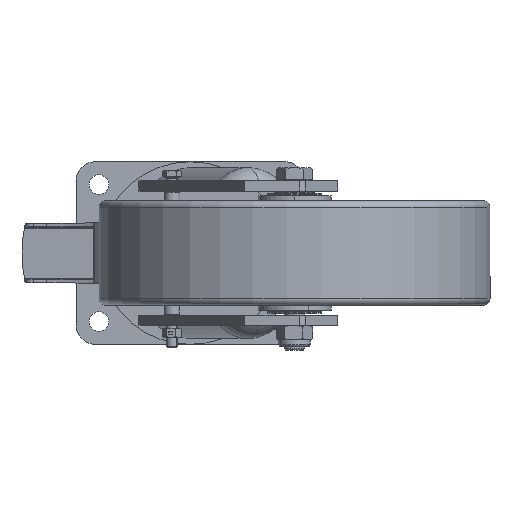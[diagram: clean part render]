
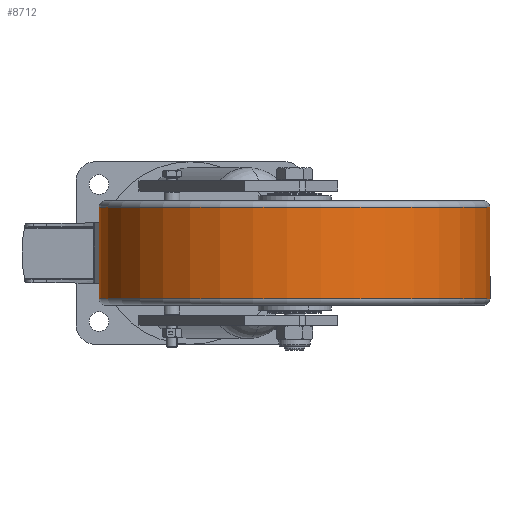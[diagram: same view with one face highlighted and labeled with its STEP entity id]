
A CAD part, front view. The second image highlights one B-rep face of the part: STEP entity #8712.
In plain terms, the highlighted cylindrical face has radius 150 mm (diameter 300 mm), a partial arc.
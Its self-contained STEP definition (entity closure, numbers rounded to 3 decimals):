
#530 = ORIENTED_EDGE ( 'NONE', *, *, #14223, .T. ) ;
#3405 = DIRECTION ( 'NONE',  ( 0., 0., 1. ) ) ;
#5147 = CIRCLE ( 'NONE', #15548, 150. ) ;
#7619 = EDGE_CURVE ( 'NONE', #49750, #40780, #34340, .T. ) ;
#8712 = ADVANCED_FACE ( 'NONE', ( #54325 ), #34046, .T. ) ;
#10848 = AXIS2_PLACEMENT_3D ( 'NONE', #20035, #25981, #48636 ) ;
#12531 = AXIS2_PLACEMENT_3D ( 'NONE', #58934, #25173, #64635 ) ;
#13018 = VECTOR ( 'NONE', #43453, 1000. ) ;
#14223 = EDGE_CURVE ( 'NONE', #40780, #21199, #5147, .T. ) ;
#15548 = AXIS2_PLACEMENT_3D ( 'NONE', #37250, #3405, #42922 ) ;
#18982 = DIRECTION ( 'NONE',  ( 0., 0., -1. ) ) ;
#20035 = CARTESIAN_POINT ( 'NONE',  ( 80., -205., 0. ) ) ;
#20656 = CIRCLE ( 'NONE', #12531, 150. ) ;
#21199 = VERTEX_POINT ( 'NONE', #51615 ) ;
#24394 = EDGE_CURVE ( 'NONE', #57747, #21199, #54519, .T. ) ;
#25173 = DIRECTION ( 'NONE',  ( 0., 0., -1. ) ) ;
#25926 = ORIENTED_EDGE ( 'NONE', *, *, #26376, .T. ) ;
#25981 = DIRECTION ( 'NONE',  ( 0., 0., -1. ) ) ;
#26376 = EDGE_CURVE ( 'NONE', #57747, #49750, #20656, .T. ) ;
#34046 = CYLINDRICAL_SURFACE ( 'NONE', #10848, 150. ) ;
#34340 = LINE ( 'NONE', #47070, #62534 ) ;
#37250 = CARTESIAN_POINT ( 'NONE',  ( 80., -205., -35. ) ) ;
#40780 = VERTEX_POINT ( 'NONE', #46229 ) ;
#42922 = DIRECTION ( 'NONE',  ( -0.999, 0.041, 0. ) ) ;
#43453 = DIRECTION ( 'NONE',  ( 0., 0., -1. ) ) ;
#46229 = CARTESIAN_POINT ( 'NONE',  ( -69.876, -198.89, -35. ) ) ;
#47070 = CARTESIAN_POINT ( 'NONE',  ( -69.876, -198.89, 0. ) ) ;
#48636 = DIRECTION ( 'NONE',  ( -0.999, 0.041, 0. ) ) ;
#49750 = VERTEX_POINT ( 'NONE', #71326 ) ;
#51615 = CARTESIAN_POINT ( 'NONE',  ( 229.876, -211.11, -35. ) ) ;
#52160 = EDGE_LOOP ( 'NONE', ( #67590, #25926, #63603, #530 ) ) ;
#54325 = FACE_OUTER_BOUND ( 'NONE', #52160, .T. ) ;
#54519 = LINE ( 'NONE', #65923, #13018 ) ;
#57747 = VERTEX_POINT ( 'NONE', #59902 ) ;
#58934 = CARTESIAN_POINT ( 'NONE',  ( 80., -205., 35. ) ) ;
#59902 = CARTESIAN_POINT ( 'NONE',  ( 229.876, -211.11, 35. ) ) ;
#62534 = VECTOR ( 'NONE', #18982, 1000. ) ;
#63603 = ORIENTED_EDGE ( 'NONE', *, *, #7619, .T. ) ;
#64635 = DIRECTION ( 'NONE',  ( 0.999, -0.041, 0. ) ) ;
#65923 = CARTESIAN_POINT ( 'NONE',  ( 229.876, -211.11, 0. ) ) ;
#67590 = ORIENTED_EDGE ( 'NONE', *, *, #24394, .F. ) ;
#71326 = CARTESIAN_POINT ( 'NONE',  ( -69.876, -198.89, 35. ) ) ;
